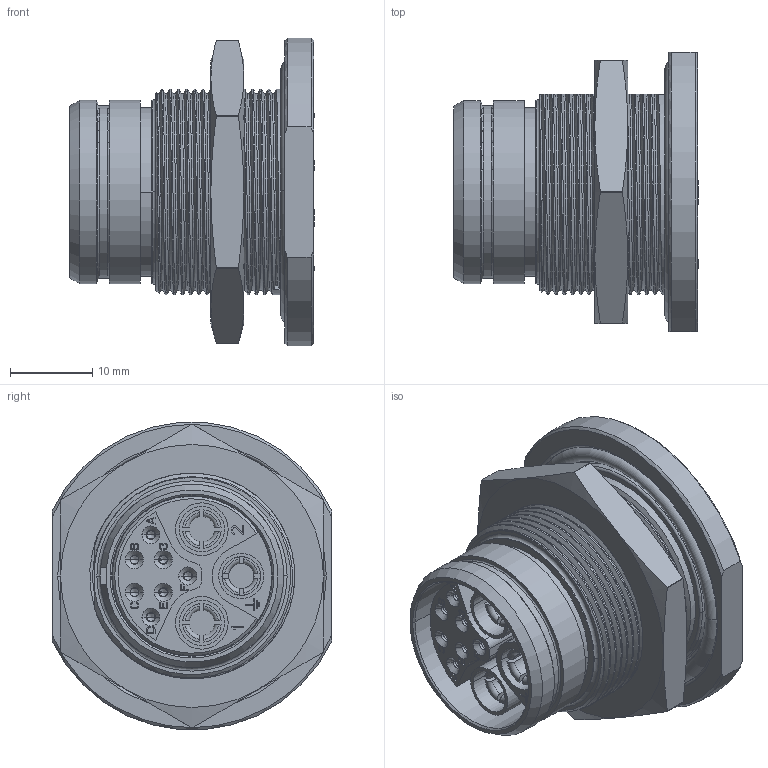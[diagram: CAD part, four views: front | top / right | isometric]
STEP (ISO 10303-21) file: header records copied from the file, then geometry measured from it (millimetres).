
FILE_DESCRIPTION((''),'2;1');
FILE_NAME('1331EV410AFS','2024-08-22T15:35:07',('paultorloting'),('NET AG system integration'),'CREO PARAMETRIC BY PTC INC, 2021404','CREO PARAMETRIC BY PTC INC, 2021404','');
FILE_SCHEMA(('AUTOMOTIVE_DESIGN { 1 0 10303 214 1 1 1 1 }'));
Products named in the file (1): 1331EV410AFS
Bounding box: 29.8 x 34 x 37.36 mm (x, y, z)
Volume: 12435.8 mm3; surface area: 13473.5 mm2
Topology: 8 solids, 8 shells, 1180 faces, 3052 edges, 1985 vertices
Faces by surface type: plane 732, cylinder 240, cone 79, torus 74, bspline 55
Entity records: 55418 total; most frequent: CARTESIAN_POINT 19116, ORIENTED_EDGE 6076, DIRECTION 5768, EDGE_CURVE 3038, VECTOR 2025, LINE 2025, VERTEX_POINT 1985, AXIS2_PLACEMENT_3D 1870
